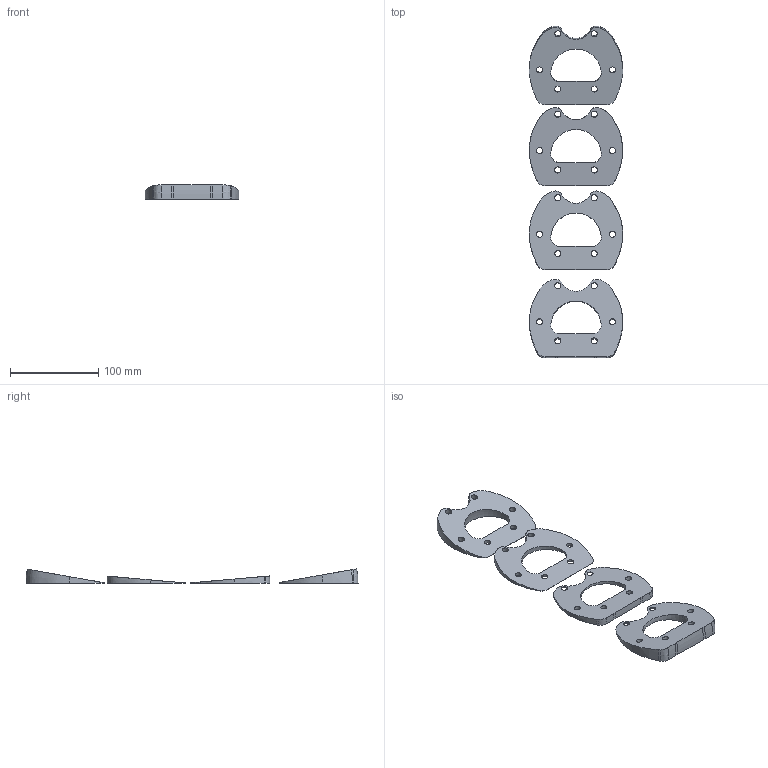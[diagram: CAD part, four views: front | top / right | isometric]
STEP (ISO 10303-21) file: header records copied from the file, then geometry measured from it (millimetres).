
FILE_DESCRIPTION(/* description */ (''),/* implementation_level */ '2;1');
FILE_NAME(/* name */ 'Angular Risers MBS Matrix II .step',/* time_stamp */ '2021-12-16T20:40:39-05:00',/* author */ (''),/* organization */ (''),/* preprocessor_version */ 'ST-DEVELOPER v18.1',/* originating_system */ 'Autodesk Translation Framework v10.10.0.1391',/* authorisation */ '');
FILE_SCHEMA (('AUTOMOTIVE_DESIGN { 1 0 10303 214 3 1 1 }'));
Length unit declared in the file: millimetre
Products named in the file (1): Angular Riser MBS Matrix II
Bounding box: 106.36 x 376.28 x 16.21 mm (x, y, z)
Volume: 149962.4 mm3; surface area: 64002.9 mm2
Topology: 4 solids, 4 shells, 112 faces, 312 edges, 208 vertices
Faces by surface type: torus 54, bspline 34, cylinder 16, plane 8
Entity records: 6881 total; most frequent: CARTESIAN_POINT 3853, DIRECTION 654, ORIENTED_EDGE 624, EDGE_CURVE 312, AXIS2_PLACEMENT_3D 311, CIRCLE 232, VERTEX_POINT 208, EDGE_LOOP 168
